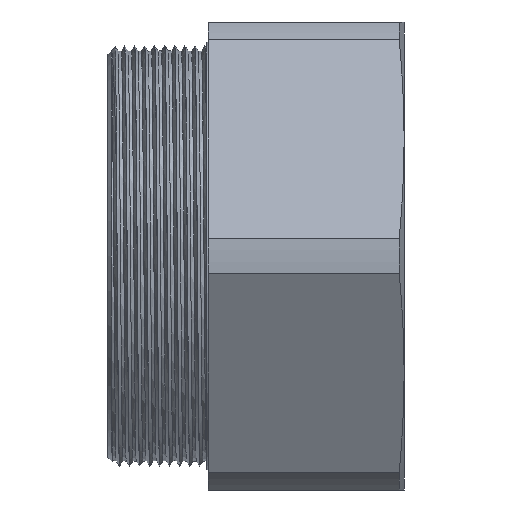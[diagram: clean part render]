
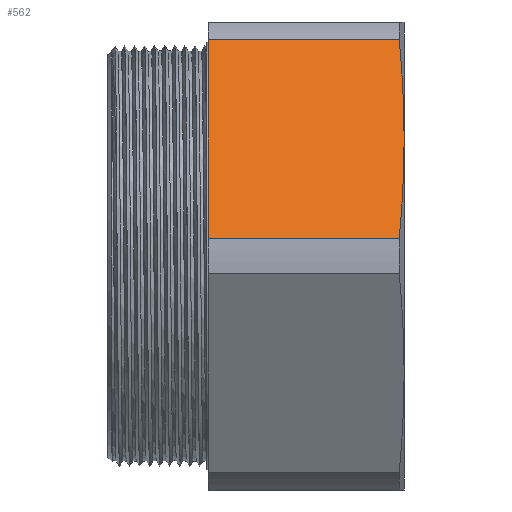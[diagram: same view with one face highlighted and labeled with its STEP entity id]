
A CAD part, front view. The second image highlights one B-rep face of the part: STEP entity #562.
In plain terms, the highlighted planar face has unit normal (0, -0.866, 0.5).
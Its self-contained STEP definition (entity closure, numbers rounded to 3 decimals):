
#17=(
BOUNDED_CURVE()
B_SPLINE_CURVE(2,(#5340,#5341,#5342),.UNSPECIFIED.,.F.,.F.)
B_SPLINE_CURVE_WITH_KNOTS((3,3),(1.72,3.44),
 .UNSPECIFIED.)
CURVE()
GEOMETRIC_REPRESENTATION_ITEM()
RATIONAL_B_SPLINE_CURVE((1.,1.028,1.))
REPRESENTATION_ITEM('')
);
#18=(
BOUNDED_CURVE()
B_SPLINE_CURVE(2,(#5344,#5345,#5346),.UNSPECIFIED.,.F.,.F.)
B_SPLINE_CURVE_WITH_KNOTS((3,3),(0.,1.72),.UNSPECIFIED.)
CURVE()
GEOMETRIC_REPRESENTATION_ITEM()
RATIONAL_B_SPLINE_CURVE((1.,1.028,1.))
REPRESENTATION_ITEM('')
);
#30=LINE('',#5348,#48);
#31=LINE('',#5350,#49);
#32=LINE('',#5351,#50);
#48=VECTOR('',#695,10.);
#49=VECTOR('',#696,10.);
#50=VECTOR('',#697,10.);
#64=PLANE('',#610);
#115=FACE_OUTER_BOUND('',#155,.T.);
#155=EDGE_LOOP('',(#425,#426,#427,#428,#429));
#265=VERTEX_POINT('',#5338);
#266=VERTEX_POINT('',#5339);
#267=VERTEX_POINT('',#5343);
#268=VERTEX_POINT('',#5347);
#269=VERTEX_POINT('',#5349);
#328=EDGE_CURVE('',#265,#266,#17,.T.);
#329=EDGE_CURVE('',#267,#265,#18,.T.);
#330=EDGE_CURVE('',#268,#267,#30,.T.);
#331=EDGE_CURVE('',#269,#268,#31,.T.);
#332=EDGE_CURVE('',#266,#269,#32,.T.);
#425=ORIENTED_EDGE('',*,*,#328,.F.);
#426=ORIENTED_EDGE('',*,*,#329,.F.);
#427=ORIENTED_EDGE('',*,*,#330,.F.);
#428=ORIENTED_EDGE('',*,*,#331,.F.);
#429=ORIENTED_EDGE('',*,*,#332,.F.);
#562=ADVANCED_FACE('',(#115),#64,.F.);
#610=AXIS2_PLACEMENT_3D('',#5337,#693,#694);
#693=DIRECTION('center_axis',(0.,0.866,-0.5));
#694=DIRECTION('ref_axis',(0.,-0.5,-0.866));
#695=DIRECTION('',(1.,0.,0.));
#696=DIRECTION('',(0.,0.5,0.866));
#697=DIRECTION('',(-1.,0.,0.));
#5337=CARTESIAN_POINT('Origin',(0.,-21.72,
32.38));
#5338=CARTESIAN_POINT('',(0.,-30.311,17.5));
#5339=CARTESIAN_POINT('',(-0.73,-38.902,2.62));
#5340=CARTESIAN_POINT('Ctrl Pts',(0.,-30.311,
17.5));
#5341=CARTESIAN_POINT('Ctrl Pts',(0.,-34.375,
10.461));
#5342=CARTESIAN_POINT('Ctrl Pts',(-0.73,-38.902,
2.62));
#5343=CARTESIAN_POINT('',(-0.73,-21.72,32.38));
#5344=CARTESIAN_POINT('Ctrl Pts',(-0.73,-21.72,
32.38));
#5345=CARTESIAN_POINT('Ctrl Pts',(0.,-26.247,
24.539));
#5346=CARTESIAN_POINT('Ctrl Pts',(0.,-30.311,
17.5));
#5347=CARTESIAN_POINT('',(-29.3,-21.72,32.38));
#5348=CARTESIAN_POINT('',(-14.65,-21.72,32.38));
#5349=CARTESIAN_POINT('',(-29.3,-38.902,2.62));
#5350=CARTESIAN_POINT('',(-29.3,-21.142,33.382));
#5351=CARTESIAN_POINT('',(-14.65,-38.902,2.62));
